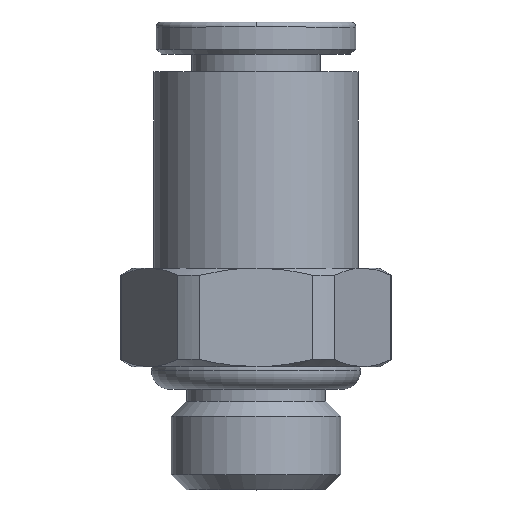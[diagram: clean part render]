
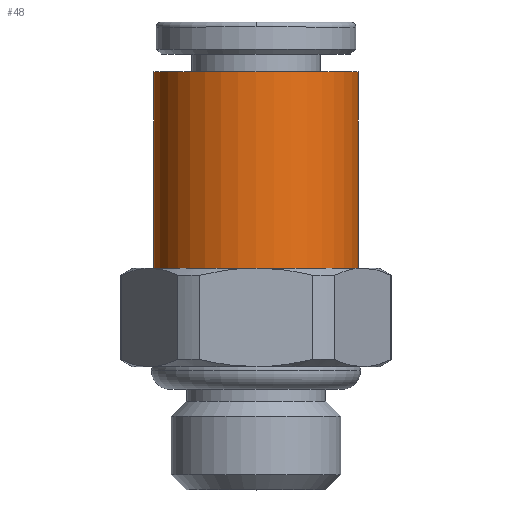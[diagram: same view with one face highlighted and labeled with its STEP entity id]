
A CAD part, top view. The second image highlights one B-rep face of the part: STEP entity #48.
In plain terms, the highlighted cylindrical face has radius 4.15 mm (diameter 8.3 mm), a partial arc.
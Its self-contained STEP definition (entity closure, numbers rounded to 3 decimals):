
#48=ADVANCED_FACE('',(#118),#119,.T.);
#118=FACE_OUTER_BOUND('',#259,.T.);
#119=CYLINDRICAL_SURFACE('',#260,4.15);
#259=EDGE_LOOP('',(#410,#411,#412,#413));
#260=AXIS2_PLACEMENT_3D('',#414,#415,#416);
#410=ORIENTED_EDGE('',*,*,#911,.F.);
#411=ORIENTED_EDGE('',*,*,#912,.F.);
#412=ORIENTED_EDGE('',*,*,#913,.F.);
#413=ORIENTED_EDGE('',*,*,#914,.F.);
#414=CARTESIAN_POINT('',(0.0,13.49,0.0));
#415=DIRECTION('',(0.0,1.0,0.0));
#416=DIRECTION('',(-1.0,0.0,0.0));
#911=EDGE_CURVE('',#1069,#1070,#1071,.T.);
#912=EDGE_CURVE('',#1072,#1069,#1073,.T.);
#913=EDGE_CURVE('',#1074,#1072,#1075,.T.);
#914=EDGE_CURVE('',#1070,#1074,#1076,.T.);
#1069=VERTEX_POINT('',#1317);
#1070=VERTEX_POINT('',#1318);
#1071=LINE('',#1319,#1320);
#1072=VERTEX_POINT('',#1321);
#1073=CIRCLE('',#1322,4.15);
#1074=VERTEX_POINT('',#1323);
#1075=LINE('',#1324,#1325);
#1076=CIRCLE('',#1326,4.15);
#1317=CARTESIAN_POINT('',(-4.15,9.0,0.));
#1318=CARTESIAN_POINT('',(-4.15,16.98,0.0));
#1319=CARTESIAN_POINT('',(-4.15,13.49,0.));
#1320=VECTOR('',#1891,1.0);
#1321=CARTESIAN_POINT('',(4.15,9.0,0.0));
#1322=AXIS2_PLACEMENT_3D('',#1892,#1893,#1894);
#1323=CARTESIAN_POINT('',(4.15,16.98,0.));
#1324=CARTESIAN_POINT('',(4.15,13.49,0.));
#1325=VECTOR('',#1895,1.0);
#1326=AXIS2_PLACEMENT_3D('',#1896,#1897,#1898);
#1891=DIRECTION('',(0.0,1.0,0.0));
#1892=CARTESIAN_POINT('',(0.0,9.0,0.0));
#1893=DIRECTION('',(0.0,-1.0,0.0));
#1894=DIRECTION('',(1.0,0.0,0.0));
#1895=DIRECTION('',(-0.0,-1.0,-0.0));
#1896=CARTESIAN_POINT('',(0.0,16.98,0.0));
#1897=DIRECTION('',(0.0,1.0,0.0));
#1898=DIRECTION('',(-1.0,0.0,0.0));
